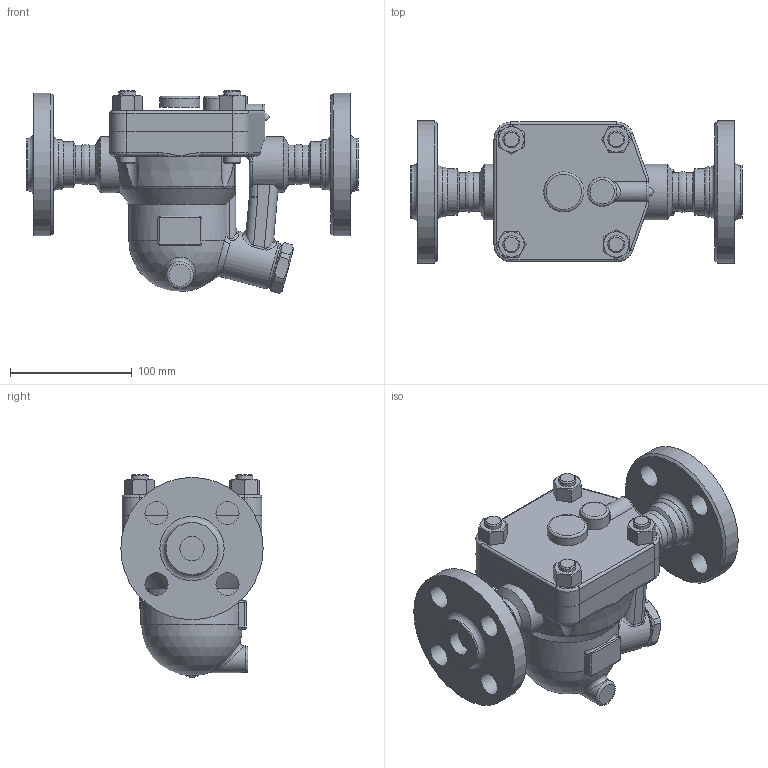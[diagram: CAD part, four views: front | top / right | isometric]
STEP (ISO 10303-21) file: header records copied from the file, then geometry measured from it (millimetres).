
FILE_DESCRIPTION((''),'2;1');
FILE_NAME('j5slx-020-a0600-00.stp','2010-08-05T16:36:04',('nakaot'),(''),'Autodesk Inventor 2008','Autodesk Inventor 2008','');
FILE_SCHEMA(('AUTOMOTIVE_DESIGN { 1 0 10303 214 1 1 1 1 }'));
Length unit declared in the file: millimetre
Products named in the file (1): j5slx-020-a0600-00
Bounding box: 273 x 117 x 166.92 mm (x, y, z)
Volume: 1762396.9 mm3; surface area: 178487.3 mm2
Topology: 2 solids, 3 shells, 350 faces, 846 edges, 529 vertices
Faces by surface type: plane 109, cylinder 91, bspline 81, cone 49, torus 18, sphere 2
Full cylindrical faces by diameter (mm): 14 x12, 19 x4, 20 x1, 22 x1, 24 x1, 31.912 x1, 32 x2, 33 x1, 38 x2, 40 x1, 41 x1, 42.9 x1, 46 x2, 80 x1, 117 x1
Entity records: 20650 total; most frequent: CARTESIAN_POINT 13364, ORIENTED_EDGE 1496, DIRECTION 1392, EDGE_CURVE 748, AXIS2_PLACEMENT_3D 589, VERTEX_POINT 508, EDGE_LOOP 480, FACE_OUTER_BOUND 348
